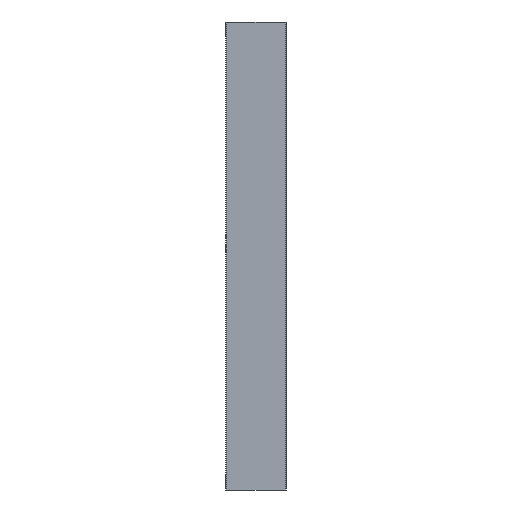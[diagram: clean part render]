
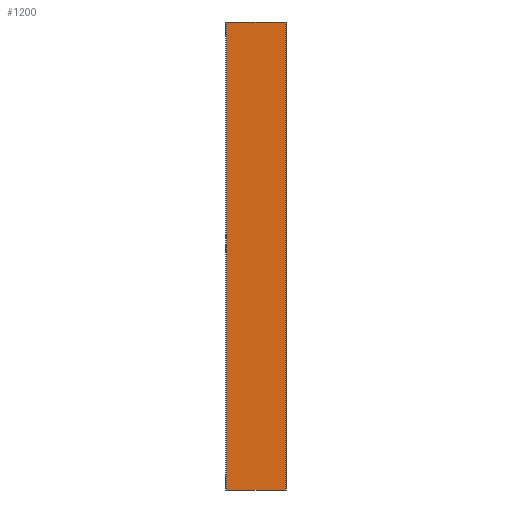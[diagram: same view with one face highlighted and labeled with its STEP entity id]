
A CAD part, front view. The second image highlights one B-rep face of the part: STEP entity #1200.
In plain terms, the highlighted planar face has unit normal (0, -1, 0).
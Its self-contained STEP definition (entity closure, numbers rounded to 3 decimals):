
#1 = VECTOR ( 'NONE', #908, 1000. ) ;
#136 = ORIENTED_EDGE ( 'NONE', *, *, #1431, .T. ) ;
#402 = ORIENTED_EDGE ( 'NONE', *, *, #1427, .T. ) ;
#421 = VERTEX_POINT ( 'NONE', #1056 ) ;
#442 = ORIENTED_EDGE ( 'NONE', *, *, #1361, .F. ) ;
#447 = FACE_OUTER_BOUND ( 'NONE', #538, .T. ) ;
#451 = LINE ( 'NONE', #927, #1 ) ;
#459 = ORIENTED_EDGE ( 'NONE', *, *, #1391, .F. ) ;
#460 = VERTEX_POINT ( 'NONE', #1147 ) ;
#538 = EDGE_LOOP ( 'NONE', ( #402, #459, #442, #136 ) ) ;
#576 = LINE ( 'NONE', #842, #579 ) ;
#579 = VECTOR ( 'NONE', #841, 1000. ) ;
#638 = LINE ( 'NONE', #1247, #640 ) ;
#639 = LINE ( 'NONE', #1264, #647 ) ;
#640 = VECTOR ( 'NONE', #1246, 1000. ) ;
#647 = VECTOR ( 'NONE', #1271, 1000. ) ;
#816 = VERTEX_POINT ( 'NONE', #1096 ) ;
#829 = VERTEX_POINT ( 'NONE', #1041 ) ;
#841 = DIRECTION ( 'NONE',  ( 0., 0., -1. ) ) ;
#842 = CARTESIAN_POINT ( 'NONE',  ( 37.75, 0., 600. ) ) ;
#908 = DIRECTION ( 'NONE',  ( 1., 0., 0. ) ) ;
#927 = CARTESIAN_POINT ( 'NONE',  ( 37.75, 0., 600. ) ) ;
#928 = PLANE ( 'NONE',  #1456 ) ;
#945 = DIRECTION ( 'NONE',  ( 0., 0., 1. ) ) ;
#957 = CARTESIAN_POINT ( 'NONE',  ( 37.75, 0., 600. ) ) ;
#966 = DIRECTION ( 'NONE',  ( 0., 1., 0. ) ) ;
#1041 = CARTESIAN_POINT ( 'NONE',  ( 37.75, 0., 600. ) ) ;
#1056 = CARTESIAN_POINT ( 'NONE',  ( -37.75, 0., 600. ) ) ;
#1096 = CARTESIAN_POINT ( 'NONE',  ( -37.75, 0., 0. ) ) ;
#1147 = CARTESIAN_POINT ( 'NONE',  ( 37.75, 0., 0. ) ) ;
#1200 = ADVANCED_FACE ( 'NONE', ( #447 ), #928, .F. ) ;
#1246 = DIRECTION ( 'NONE',  ( 1., 0., 0. ) ) ;
#1247 = CARTESIAN_POINT ( 'NONE',  ( 37.75, 0., 0. ) ) ;
#1264 = CARTESIAN_POINT ( 'NONE',  ( -37.75, 0., 600. ) ) ;
#1271 = DIRECTION ( 'NONE',  ( 0., 0., -1. ) ) ;
#1361 = EDGE_CURVE ( 'NONE', #421, #829, #451, .T. ) ;
#1391 = EDGE_CURVE ( 'NONE', #829, #460, #576, .T. ) ;
#1427 = EDGE_CURVE ( 'NONE', #816, #460, #638, .T. ) ;
#1431 = EDGE_CURVE ( 'NONE', #421, #816, #639, .T. ) ;
#1456 = AXIS2_PLACEMENT_3D ( 'NONE', #957, #966, #945 ) ;
